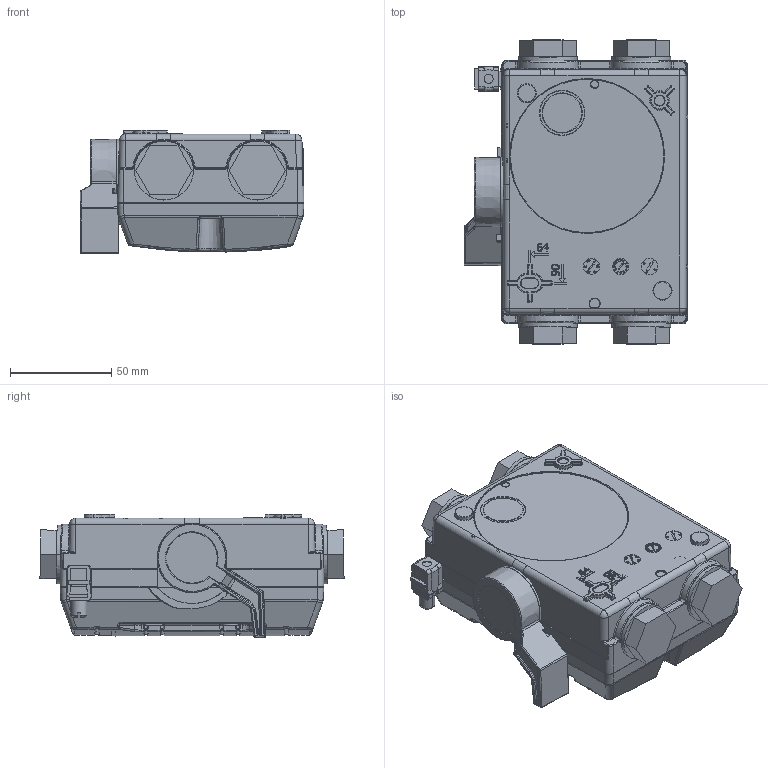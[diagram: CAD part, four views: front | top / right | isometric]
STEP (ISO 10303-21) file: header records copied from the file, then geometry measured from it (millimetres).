
FILE_DESCRIPTION((''),'2;1');
FILE_NAME('BW225DPPE_EATON_BEATER_SIMPLI_ASM','2022-06-29T13:41:26',('FIALPRI1'),(''),'CREO PARAMETRIC BY PTC INC, 2020184','CREO PARAMETRIC BY PTC INC, 2020184','');
FILE_SCHEMA(('AUTOMOTIVE_DESIGN { 1 0 10303 214 1 1 1 1 }'));
Products named in the file (3): EATON_BEATER_POHJA; BW225DPPE_EATON_BEATER_123_SR; BW225DPPE_EATON_BEATER_SIMPLI_ASM
Assembly tree (2 placements, depth 2):
  BW225DPPE_EATON_BEATER_SIMPLI_ASM
    EATON_BEATER_POHJA
    BW225DPPE_EATON_BEATER_123_SR
Bounding box: 110.35 x 149.86 x 61.1 mm (x, y, z)
Volume: 729954.2 mm3; surface area: 82217.2 mm2
Topology: 2 solids, 3 shells, 2340 faces, 6437 edges, 4130 vertices
Faces by surface type: plane 804, cylinder 469, extrusion 440, bspline 397, torus 117, sphere 64, cone 49
Entity records: 139382 total; most frequent: CARTESIAN_POINT 61341, ORIENTED_EDGE 12708, DIRECTION 9031, PRESENTATION_STYLE_ASSIGNMENT 6949, STYLED_ITEM 6931, CURVE_STYLE 6387, EDGE_CURVE 6354, VERTEX_POINT 4126
